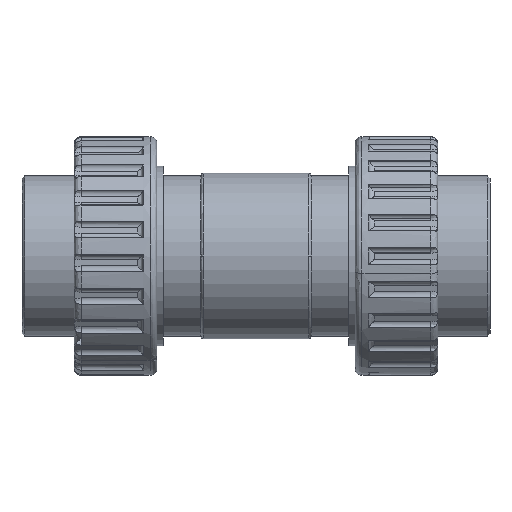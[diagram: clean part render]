
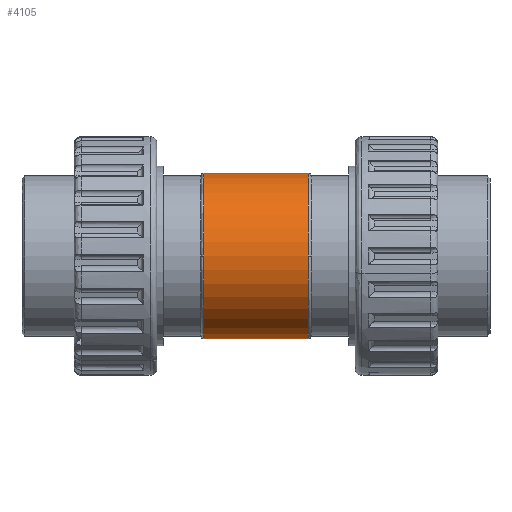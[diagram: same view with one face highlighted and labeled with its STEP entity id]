
A CAD part, front view. The second image highlights one B-rep face of the part: STEP entity #4105.
In plain terms, the highlighted cylindrical face has radius 38.1 mm (diameter 76.2 mm), a partial arc.
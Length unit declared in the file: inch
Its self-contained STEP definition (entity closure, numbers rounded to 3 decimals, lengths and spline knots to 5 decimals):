
#272 = DIRECTION ( 'NONE',  ( 1., 0., 0. ) ) ;
#589 = CIRCLE ( 'NONE', #10053, 1.5 ) ;
#1392 = CIRCLE ( 'NONE', #15243, 1.5 ) ;
#2590 = VECTOR ( 'NONE', #14506, 39.37008 ) ;
#3719 = CARTESIAN_POINT ( 'NONE',  ( 0.95, -1.74337, 0.95 ) ) ;
#4105 = ADVANCED_FACE ( 'NONE', ( #24464 ), #38147, .T. ) ;
#4579 = ORIENTED_EDGE ( 'NONE', *, *, #31699, .F. ) ;
#5758 = AXIS2_PLACEMENT_3D ( 'NONE', #34705, #31515, #21471 ) ;
#6014 = CARTESIAN_POINT ( 'NONE',  ( 0., -1.74337, 2.45 ) ) ;
#6152 = EDGE_CURVE ( 'NONE', #35288, #21885, #22493, .T. ) ;
#6316 = ORIENTED_EDGE ( 'NONE', *, *, #8407, .F. ) ;
#7823 = EDGE_CURVE ( 'NONE', #38279, #42512, #29085, .T. ) ;
#8407 = EDGE_CURVE ( 'NONE', #42512, #22429, #1392, .T. ) ;
#9713 = DIRECTION ( 'NONE',  ( -1., 0., 0. ) ) ;
#9854 = ORIENTED_EDGE ( 'NONE', *, *, #18203, .T. ) ;
#10053 = AXIS2_PLACEMENT_3D ( 'NONE', #27056, #9713, #23622 ) ;
#11194 = ORIENTED_EDGE ( 'NONE', *, *, #7823, .F. ) ;
#12120 = DIRECTION ( 'NONE',  ( -1., 0., 0. ) ) ;
#12744 = CARTESIAN_POINT ( 'NONE',  ( 0.95, -1.74337, -0.55 ) ) ;
#12973 = AXIS2_PLACEMENT_3D ( 'NONE', #27891, #272, #20391 ) ;
#13683 = ORIENTED_EDGE ( 'NONE', *, *, #6152, .T. ) ;
#14414 = CARTESIAN_POINT ( 'NONE',  ( -0.95, -1.74337, -0.55 ) ) ;
#14506 = DIRECTION ( 'NONE',  ( 1., 0., 0. ) ) ;
#15243 = AXIS2_PLACEMENT_3D ( 'NONE', #15541, #12120, #36499 ) ;
#15541 = CARTESIAN_POINT ( 'NONE',  ( -0.95, -1.74337, 0.95 ) ) ;
#18203 = EDGE_CURVE ( 'NONE', #38279, #34088, #41882, .T. ) ;
#20391 = DIRECTION ( 'NONE',  ( 0., 0., -1. ) ) ;
#20840 = DIRECTION ( 'NONE',  ( 0., 0., -1. ) ) ;
#21021 = AXIS2_PLACEMENT_3D ( 'NONE', #3719, #42040, #20840 ) ;
#21471 = DIRECTION ( 'NONE',  ( 0., -1., 0. ) ) ;
#21885 = VERTEX_POINT ( 'NONE', #27720 ) ;
#22429 = VERTEX_POINT ( 'NONE', #28225 ) ;
#22493 = CIRCLE ( 'NONE', #21021, 1.5 ) ;
#23622 = DIRECTION ( 'NONE',  ( 0., 0., -1. ) ) ;
#24464 = FACE_OUTER_BOUND ( 'NONE', #27099, .T. ) ;
#24989 = CARTESIAN_POINT ( 'NONE',  ( 0., -1.74337, -0.55 ) ) ;
#25463 = EDGE_CURVE ( 'NONE', #34088, #35288, #589, .T. ) ;
#27056 = CARTESIAN_POINT ( 'NONE',  ( 0.95, -1.74337, 0.95 ) ) ;
#27099 = EDGE_LOOP ( 'NONE', ( #4579, #6316, #11194, #9854, #41544, #13683 ) ) ;
#27372 = CARTESIAN_POINT ( 'NONE',  ( 0.95, -3.24337, 0.95 ) ) ;
#27720 = CARTESIAN_POINT ( 'NONE',  ( 0.95, -1.74337, 2.45 ) ) ;
#27891 = CARTESIAN_POINT ( 'NONE',  ( 0., -1.74337, 0.95 ) ) ;
#28225 = CARTESIAN_POINT ( 'NONE',  ( -0.95, -1.74337, 2.45 ) ) ;
#29085 = CIRCLE ( 'NONE', #5758, 1.5 ) ;
#29800 = VECTOR ( 'NONE', #40261, 39.37008 ) ;
#31515 = DIRECTION ( 'NONE',  ( -1., 0., 0. ) ) ;
#31699 = EDGE_CURVE ( 'NONE', #22429, #21885, #40701, .T. ) ;
#34088 = VERTEX_POINT ( 'NONE', #12744 ) ;
#34705 = CARTESIAN_POINT ( 'NONE',  ( -0.95, -1.74337, 0.95 ) ) ;
#35288 = VERTEX_POINT ( 'NONE', #27372 ) ;
#36499 = DIRECTION ( 'NONE',  ( 0., -1., 0. ) ) ;
#38147 = CYLINDRICAL_SURFACE ( 'NONE', #12973, 1.5 ) ;
#38279 = VERTEX_POINT ( 'NONE', #14414 ) ;
#40203 = CARTESIAN_POINT ( 'NONE',  ( -0.95, -3.24337, 0.95 ) ) ;
#40261 = DIRECTION ( 'NONE',  ( 1., 0., 0. ) ) ;
#40701 = LINE ( 'NONE', #6014, #29800 ) ;
#41544 = ORIENTED_EDGE ( 'NONE', *, *, #25463, .T. ) ;
#41882 = LINE ( 'NONE', #24989, #2590 ) ;
#42040 = DIRECTION ( 'NONE',  ( -1., 0., 0. ) ) ;
#42512 = VERTEX_POINT ( 'NONE', #40203 ) ;
